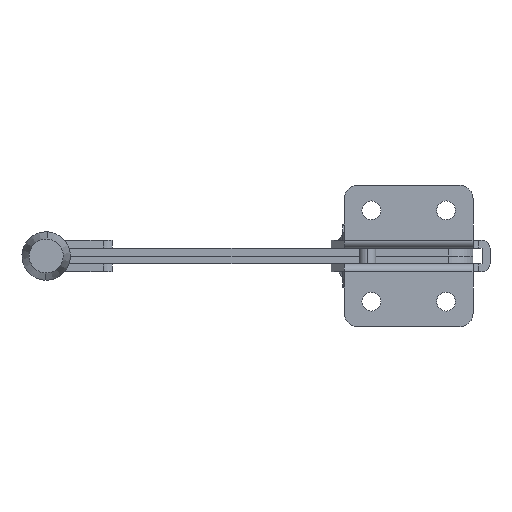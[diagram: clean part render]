
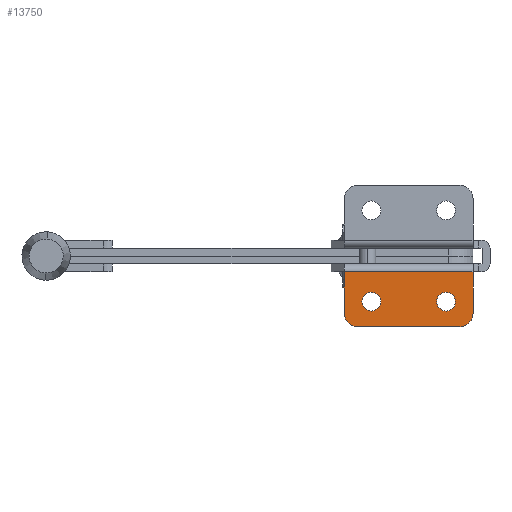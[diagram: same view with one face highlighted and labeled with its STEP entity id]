
A CAD part, front view. The second image highlights one B-rep face of the part: STEP entity #13750.
In plain terms, the highlighted planar face has unit normal (0, -1, 0).
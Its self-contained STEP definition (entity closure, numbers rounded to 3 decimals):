
#292 = EDGE_LOOP ( 'NONE', ( #9379, #3888 ) ) ;
#444 = DIRECTION ( 'NONE',  ( -1., 0., 0. ) ) ;
#520 = CIRCLE ( 'NONE', #19964, 3.6 ) ;
#544 = VECTOR ( 'NONE', #14605, 1000. ) ;
#986 = CARTESIAN_POINT ( 'NONE',  ( -42.5, 0., -11.45 ) ) ;
#1158 = EDGE_CURVE ( 'NONE', #8859, #7172, #1906, .T. ) ;
#1269 = VERTEX_POINT ( 'NONE', #12917 ) ;
#1321 = EDGE_CURVE ( 'NONE', #21427, #2098, #14507, .T. ) ;
#1435 = FACE_BOUND ( 'NONE', #2028, .T. ) ;
#1522 = DIRECTION ( 'NONE',  ( -1., 0., 0. ) ) ;
#1687 = DIRECTION ( 'NONE',  ( -1., 0., 0. ) ) ;
#1906 = LINE ( 'NONE', #21180, #10506 ) ;
#2028 = EDGE_LOOP ( 'NONE', ( #21417, #16244 ) ) ;
#2083 = VECTOR ( 'NONE', #8482, 1000. ) ;
#2098 = VERTEX_POINT ( 'NONE', #18828 ) ;
#2466 = DIRECTION ( 'NONE',  ( 0., 1., 0. ) ) ;
#2595 = CARTESIAN_POINT ( 'NONE',  ( -49.2, 0., -21. ) ) ;
#2751 = AXIS2_PLACEMENT_3D ( 'NONE', #6571, #18496, #8282 ) ;
#3093 = CIRCLE ( 'NONE', #6002, 3.6 ) ;
#3254 = EDGE_CURVE ( 'NONE', #13629, #7876, #5864, .T. ) ;
#3560 = ORIENTED_EDGE ( 'NONE', *, *, #4794, .T. ) ;
#3838 = AXIS2_PLACEMENT_3D ( 'NONE', #12760, #2466, #14469 ) ;
#3888 = ORIENTED_EDGE ( 'NONE', *, *, #3254, .F. ) ;
#4076 = CARTESIAN_POINT ( 'NONE',  ( -38.9, 0., -11.45 ) ) ;
#4401 = VERTEX_POINT ( 'NONE', #9587 ) ;
#4794 = EDGE_CURVE ( 'NONE', #1269, #7509, #9664, .T. ) ;
#5789 = DIRECTION ( 'NONE',  ( -1., 0., 0. ) ) ;
#5864 = CIRCLE ( 'NONE', #21258, 3.6 ) ;
#5950 = DIRECTION ( 'NONE',  ( -1., 0., 0. ) ) ;
#6002 = AXIS2_PLACEMENT_3D ( 'NONE', #20923, #10717, #444 ) ;
#6557 = FACE_OUTER_BOUND ( 'NONE', #8829, .T. ) ;
#6571 = CARTESIAN_POINT ( 'NONE',  ( -10.3, 0., -11.45 ) ) ;
#6666 = LINE ( 'NONE', #18671, #2083 ) ;
#6697 = ORIENTED_EDGE ( 'NONE', *, *, #1158, .T. ) ;
#6698 = ORIENTED_EDGE ( 'NONE', *, *, #15283, .T. ) ;
#6765 = CARTESIAN_POINT ( 'NONE',  ( -49.2, 0., -16. ) ) ;
#6799 = EDGE_CURVE ( 'NONE', #7172, #18478, #6666, .T. ) ;
#7172 = VERTEX_POINT ( 'NONE', #7561 ) ;
#7305 = CIRCLE ( 'NONE', #7447, 5. ) ;
#7351 = CARTESIAN_POINT ( 'NONE',  ( -13.9, 0., -11.45 ) ) ;
#7447 = AXIS2_PLACEMENT_3D ( 'NONE', #22015, #11809, #1522 ) ;
#7509 = VERTEX_POINT ( 'NONE', #22107 ) ;
#7561 = CARTESIAN_POINT ( 'NONE',  ( -49.2, 0., 0. ) ) ;
#7592 = PLANE ( 'NONE',  #3838 ) ;
#7876 = VERTEX_POINT ( 'NONE', #986 ) ;
#8282 = DIRECTION ( 'NONE',  ( -1., 0., 0. ) ) ;
#8482 = DIRECTION ( 'NONE',  ( 0., 0., -1. ) ) ;
#8829 = EDGE_LOOP ( 'NONE', ( #21947, #6697, #21335, #19855, #3560, #6698 ) ) ;
#8842 = CARTESIAN_POINT ( 'NONE',  ( -44.2, 0., -16. ) ) ;
#8859 = VERTEX_POINT ( 'NONE', #11759 ) ;
#9379 = ORIENTED_EDGE ( 'NONE', *, *, #17455, .F. ) ;
#9587 = CARTESIAN_POINT ( 'NONE',  ( 0., 0., -16. ) ) ;
#9664 = LINE ( 'NONE', #2595, #544 ) ;
#10506 = VECTOR ( 'NONE', #5950, 1000. ) ;
#10567 = DIRECTION ( 'NONE',  ( -1., 0., 0. ) ) ;
#10574 = FACE_BOUND ( 'NONE', #292, .T. ) ;
#10717 = DIRECTION ( 'NONE',  ( 0., -1., 0. ) ) ;
#11759 = CARTESIAN_POINT ( 'NONE',  ( 0., 0., 0. ) ) ;
#11809 = DIRECTION ( 'NONE',  ( 0., -1., 0. ) ) ;
#11967 = DIRECTION ( 'NONE',  ( 0., -1., 0. ) ) ;
#12419 = AXIS2_PLACEMENT_3D ( 'NONE', #8842, #20772, #10567 ) ;
#12760 = CARTESIAN_POINT ( 'NONE',  ( 0., 0., 12. ) ) ;
#12917 = CARTESIAN_POINT ( 'NONE',  ( -44.2, 0., -21. ) ) ;
#13203 = VECTOR ( 'NONE', #19092, 1000. ) ;
#13629 = VERTEX_POINT ( 'NONE', #17430 ) ;
#13750 = ADVANCED_FACE ( 'NONE', ( #1435, #6557, #10574 ), #7592, .F. ) ;
#14469 = DIRECTION ( 'NONE',  ( -1., 0., 0. ) ) ;
#14507 = CIRCLE ( 'NONE', #2751, 3.6 ) ;
#14605 = DIRECTION ( 'NONE',  ( 1., 0., 0. ) ) ;
#15283 = EDGE_CURVE ( 'NONE', #7509, #4401, #7305, .T. ) ;
#15476 = EDGE_CURVE ( 'NONE', #8859, #4401, #17689, .T. ) ;
#16011 = DIRECTION ( 'NONE',  ( 0., -1., 0. ) ) ;
#16041 = CIRCLE ( 'NONE', #12419, 5. ) ;
#16244 = ORIENTED_EDGE ( 'NONE', *, *, #21722, .F. ) ;
#16940 = EDGE_CURVE ( 'NONE', #18478, #1269, #16041, .T. ) ;
#17291 = CARTESIAN_POINT ( 'NONE',  ( 0., 0., 12. ) ) ;
#17430 = CARTESIAN_POINT ( 'NONE',  ( -35.3, 0., -11.45 ) ) ;
#17455 = EDGE_CURVE ( 'NONE', #7876, #13629, #520, .T. ) ;
#17689 = LINE ( 'NONE', #17291, #13203 ) ;
#18478 = VERTEX_POINT ( 'NONE', #6765 ) ;
#18496 = DIRECTION ( 'NONE',  ( 0., -1., 0. ) ) ;
#18671 = CARTESIAN_POINT ( 'NONE',  ( -49.2, 0., 12. ) ) ;
#18828 = CARTESIAN_POINT ( 'NONE',  ( -6.7, 0., -11.45 ) ) ;
#19092 = DIRECTION ( 'NONE',  ( 0., 0., -1. ) ) ;
#19855 = ORIENTED_EDGE ( 'NONE', *, *, #16940, .T. ) ;
#19964 = AXIS2_PLACEMENT_3D ( 'NONE', #22166, #11967, #1687 ) ;
#20772 = DIRECTION ( 'NONE',  ( 0., -1., 0. ) ) ;
#20923 = CARTESIAN_POINT ( 'NONE',  ( -10.3, 0., -11.45 ) ) ;
#21180 = CARTESIAN_POINT ( 'NONE',  ( 0., 0., 0. ) ) ;
#21258 = AXIS2_PLACEMENT_3D ( 'NONE', #4076, #16011, #5789 ) ;
#21335 = ORIENTED_EDGE ( 'NONE', *, *, #6799, .T. ) ;
#21417 = ORIENTED_EDGE ( 'NONE', *, *, #1321, .F. ) ;
#21427 = VERTEX_POINT ( 'NONE', #7351 ) ;
#21722 = EDGE_CURVE ( 'NONE', #2098, #21427, #3093, .T. ) ;
#21947 = ORIENTED_EDGE ( 'NONE', *, *, #15476, .F. ) ;
#22015 = CARTESIAN_POINT ( 'NONE',  ( -5., 0., -16. ) ) ;
#22107 = CARTESIAN_POINT ( 'NONE',  ( -5., 0., -21. ) ) ;
#22166 = CARTESIAN_POINT ( 'NONE',  ( -38.9, 0., -11.45 ) ) ;
